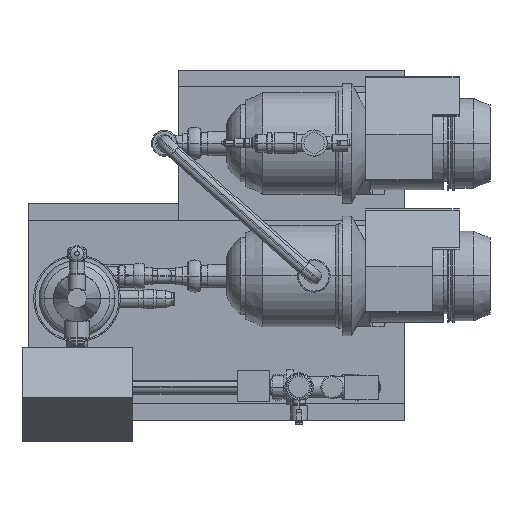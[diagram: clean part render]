
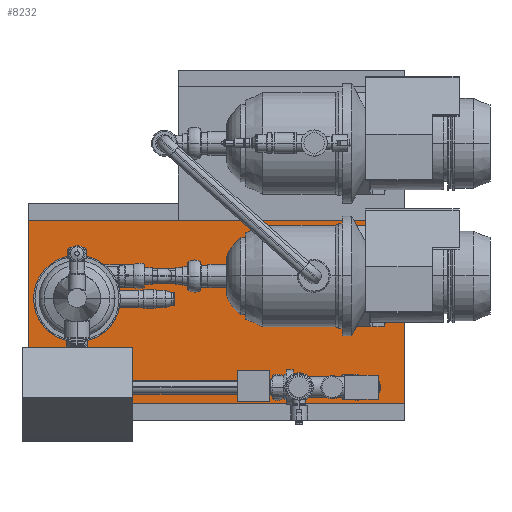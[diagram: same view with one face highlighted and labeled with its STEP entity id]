
A CAD part, top view. The second image highlights one B-rep face of the part: STEP entity #8232.
In plain terms, the highlighted planar face has unit normal (0, 0, 1).
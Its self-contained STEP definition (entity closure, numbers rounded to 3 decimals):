
#253 = EDGE_CURVE ( 'NONE', #15564, #17096, #2730, .T. ) ;
#377 = CARTESIAN_POINT ( 'NONE',  ( 56.981, 0., 50. ) ) ;
#1272 = CIRCLE ( 'NONE', #10546, 20. ) ;
#1520 = CARTESIAN_POINT ( 'NONE',  ( 429.35, 90.25, 50. ) ) ;
#2549 = DIRECTION ( 'NONE',  ( -1., 0., 0. ) ) ;
#2597 = DIRECTION ( 'NONE',  ( -1., 0., 0. ) ) ;
#2730 = LINE ( 'NONE', #22067, #27670 ) ;
#2756 = AXIS2_PLACEMENT_3D ( 'NONE', #8283, #13294, #10879 ) ;
#2778 = FACE_BOUND ( 'NONE', #26966, .T. ) ;
#2935 = PLANE ( 'NONE',  #3814 ) ;
#3188 = CARTESIAN_POINT ( 'NONE',  ( 491.5, 119., 50. ) ) ;
#3421 = FACE_OUTER_BOUND ( 'NONE', #13927, .T. ) ;
#3544 = EDGE_CURVE ( 'NONE', #8381, #18604, #1272, .T. ) ;
#3587 = AXIS2_PLACEMENT_3D ( 'NONE', #4104, #6673, #13939 ) ;
#3755 = VERTEX_POINT ( 'NONE', #5255 ) ;
#3814 = AXIS2_PLACEMENT_3D ( 'NONE', #25003, #17774, #20006 ) ;
#4104 = CARTESIAN_POINT ( 'NONE',  ( 449.35, 90.25, 50. ) ) ;
#4328 = CARTESIAN_POINT ( 'NONE',  ( -73.5, -156., 50. ) ) ;
#4341 = VERTEX_POINT ( 'NONE', #377 ) ;
#5255 = CARTESIAN_POINT ( 'NONE',  ( 491.5, -156., 50. ) ) ;
#5508 = CARTESIAN_POINT ( 'NONE',  ( 350.25, 119., 50. ) ) ;
#5553 = CIRCLE ( 'NONE', #23560, 56.981 ) ;
#5734 = EDGE_CURVE ( 'NONE', #17096, #19913, #27591, .T. ) ;
#6373 = ORIENTED_EDGE ( 'NONE', *, *, #20807, .F. ) ;
#6376 = CARTESIAN_POINT ( 'NONE',  ( 469.35, 90.25, 50. ) ) ;
#6673 = DIRECTION ( 'NONE',  ( 0., 0., -1. ) ) ;
#7482 = EDGE_CURVE ( 'NONE', #15266, #24810, #17175, .T. ) ;
#7582 = DIRECTION ( 'NONE',  ( 0., -1., 0. ) ) ;
#7746 = DIRECTION ( 'NONE',  ( 0., 0., -1. ) ) ;
#7809 = EDGE_LOOP ( 'NONE', ( #23355, #9061 ) ) ;
#8232 = ADVANCED_FACE ( 'NONE', ( #3421, #2778, #18249, #12612 ), #2935, .T. ) ;
#8283 = CARTESIAN_POINT ( 'NONE',  ( 449.35, -20.25, 50. ) ) ;
#8381 = VERTEX_POINT ( 'NONE', #1520 ) ;
#8528 = ORIENTED_EDGE ( 'NONE', *, *, #17397, .T. ) ;
#9061 = ORIENTED_EDGE ( 'NONE', *, *, #18710, .T. ) ;
#10021 = VECTOR ( 'NONE', #7582, 1000. ) ;
#10094 = EDGE_CURVE ( 'NONE', #19913, #3755, #12438, .T. ) ;
#10253 = DIRECTION ( 'NONE',  ( 0., 0., -1. ) ) ;
#10546 = AXIS2_PLACEMENT_3D ( 'NONE', #17768, #7746, #2597 ) ;
#10879 = DIRECTION ( 'NONE',  ( -1., 0., 0. ) ) ;
#11313 = DIRECTION ( 'NONE',  ( 0., 0., -1. ) ) ;
#11583 = ORIENTED_EDGE ( 'NONE', *, *, #23096, .T. ) ;
#11646 = ORIENTED_EDGE ( 'NONE', *, *, #28885, .T. ) ;
#11776 = CARTESIAN_POINT ( 'NONE',  ( 469.35, -20.25, 50. ) ) ;
#12438 = LINE ( 'NONE', #27415, #10021 ) ;
#12612 = FACE_BOUND ( 'NONE', #7809, .T. ) ;
#13272 = DIRECTION ( 'NONE',  ( -1., 0., 0. ) ) ;
#13294 = DIRECTION ( 'NONE',  ( 0., 0., -1. ) ) ;
#13788 = ORIENTED_EDGE ( 'NONE', *, *, #253, .F. ) ;
#13927 = EDGE_LOOP ( 'NONE', ( #18043, #13788, #6373, #30438 ) ) ;
#13939 = DIRECTION ( 'NONE',  ( -1., 0., 0. ) ) ;
#15266 = VERTEX_POINT ( 'NONE', #22080 ) ;
#15280 = CARTESIAN_POINT ( 'NONE',  ( -73.5, 119., 50. ) ) ;
#15344 = DIRECTION ( 'NONE',  ( 1., 0., 0. ) ) ;
#15564 = VERTEX_POINT ( 'NONE', #4328 ) ;
#16129 = CIRCLE ( 'NONE', #2756, 20. ) ;
#17096 = VERTEX_POINT ( 'NONE', #15280 ) ;
#17175 = CIRCLE ( 'NONE', #28487, 20. ) ;
#17194 = CARTESIAN_POINT ( 'NONE',  ( 0., 0., 50. ) ) ;
#17397 = EDGE_CURVE ( 'NONE', #4341, #30199, #5553, .T. ) ;
#17768 = CARTESIAN_POINT ( 'NONE',  ( 449.35, 90.25, 50. ) ) ;
#17774 = DIRECTION ( 'NONE',  ( 0., 0., 1. ) ) ;
#18043 = ORIENTED_EDGE ( 'NONE', *, *, #5734, .F. ) ;
#18249 = FACE_BOUND ( 'NONE', #29757, .T. ) ;
#18413 = DIRECTION ( 'NONE',  ( -1., 0., 0. ) ) ;
#18604 = VERTEX_POINT ( 'NONE', #6376 ) ;
#18637 = VECTOR ( 'NONE', #13272, 1000. ) ;
#18710 = EDGE_CURVE ( 'NONE', #18604, #8381, #26701, .T. ) ;
#19913 = VERTEX_POINT ( 'NONE', #3188 ) ;
#20006 = DIRECTION ( 'NONE',  ( 1., 0., 0. ) ) ;
#20807 = EDGE_CURVE ( 'NONE', #3755, #15564, #25658, .T. ) ;
#22067 = CARTESIAN_POINT ( 'NONE',  ( -73.5, 50.25, 50. ) ) ;
#22080 = CARTESIAN_POINT ( 'NONE',  ( 429.35, -20.25, 50. ) ) ;
#23096 = EDGE_CURVE ( 'NONE', #24810, #15266, #16129, .T. ) ;
#23140 = DIRECTION ( 'NONE',  ( 0., 0., -1. ) ) ;
#23355 = ORIENTED_EDGE ( 'NONE', *, *, #3544, .T. ) ;
#23560 = AXIS2_PLACEMENT_3D ( 'NONE', #17194, #10253, #27489 ) ;
#23963 = CIRCLE ( 'NONE', #28100, 56.981 ) ;
#24228 = VECTOR ( 'NONE', #15344, 1000. ) ;
#24569 = ORIENTED_EDGE ( 'NONE', *, *, #7482, .T. ) ;
#24810 = VERTEX_POINT ( 'NONE', #11776 ) ;
#25003 = CARTESIAN_POINT ( 'NONE',  ( 209., -18.5, 50. ) ) ;
#25017 = CARTESIAN_POINT ( 'NONE',  ( 67.75, -156., 50. ) ) ;
#25390 = CARTESIAN_POINT ( 'NONE',  ( 0., 0., 50. ) ) ;
#25658 = LINE ( 'NONE', #25017, #18637 ) ;
#26701 = CIRCLE ( 'NONE', #3587, 20. ) ;
#26894 = DIRECTION ( 'NONE',  ( 0., 1., 0. ) ) ;
#26966 = EDGE_LOOP ( 'NONE', ( #11646, #8528 ) ) ;
#27415 = CARTESIAN_POINT ( 'NONE',  ( 491.5, -87.25, 50. ) ) ;
#27489 = DIRECTION ( 'NONE',  ( -1., 0., 0. ) ) ;
#27591 = LINE ( 'NONE', #5508, #24228 ) ;
#27670 = VECTOR ( 'NONE', #26894, 1000. ) ;
#28077 = CARTESIAN_POINT ( 'NONE',  ( 449.35, -20.25, 50. ) ) ;
#28100 = AXIS2_PLACEMENT_3D ( 'NONE', #25390, #23140, #2549 ) ;
#28415 = CARTESIAN_POINT ( 'NONE',  ( -56.981, 0., 50. ) ) ;
#28487 = AXIS2_PLACEMENT_3D ( 'NONE', #28077, #11313, #18413 ) ;
#28885 = EDGE_CURVE ( 'NONE', #30199, #4341, #23963, .T. ) ;
#29757 = EDGE_LOOP ( 'NONE', ( #24569, #11583 ) ) ;
#30199 = VERTEX_POINT ( 'NONE', #28415 ) ;
#30438 = ORIENTED_EDGE ( 'NONE', *, *, #10094, .F. ) ;
